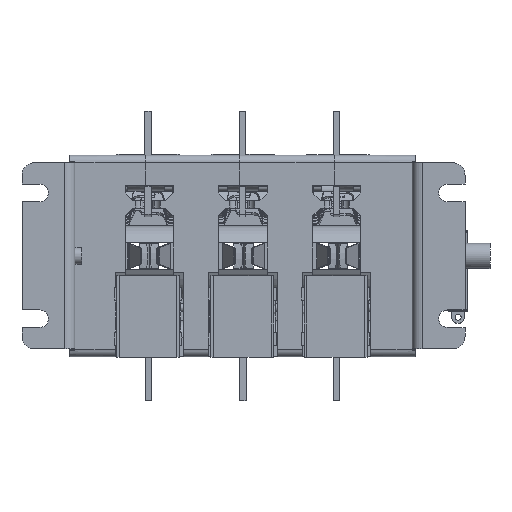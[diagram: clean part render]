
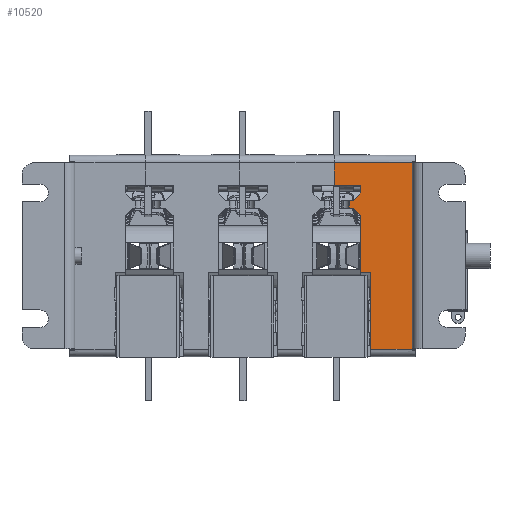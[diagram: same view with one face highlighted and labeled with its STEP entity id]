
A CAD part, top view. The second image highlights one B-rep face of the part: STEP entity #10520.
In plain terms, the highlighted planar face has unit normal (0, 0, 1).
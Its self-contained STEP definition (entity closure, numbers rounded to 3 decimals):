
#9019 = VERTEX_POINT ( 'NONE', #108951 ) ;
#9021 = VERTEX_POINT ( 'NONE', #108950 ) ;
#9192 = EDGE_CURVE ( 'NONE', #9019, #9021, #60845, .T. ) ;
#9393 = VERTEX_POINT ( 'NONE', #61173 ) ;
#9397 = EDGE_CURVE ( 'NONE', #9430, #9393, #61172, .T. ) ;
#9430 = VERTEX_POINT ( 'NONE', #61189 ) ;
#9434 = EDGE_CURVE ( 'NONE', #9430, #9019, #61188, .T. ) ;
#10278 = EDGE_CURVE ( 'NONE', #10282, #9021, #64255, .T. ) ;
#10282 = VERTEX_POINT ( 'NONE', #64249 ) ;
#10520 = ADVANCED_FACE ( 'NONE', ( #67311 ), #67310, .F. ) ;
#10523 = EDGE_LOOP ( 'NONE', ( #10527, #10810, #10689, #10583, #10587, #10593, #10597, #10598, #10659, #10663, #10667, #10879, #10754, #10759 ) ) ;
#10527 = ORIENTED_EDGE ( 'NONE', *, *, #10805, .F. ) ;
#10583 = ORIENTED_EDGE ( 'NONE', *, *, #10722, .T. ) ;
#10587 = ORIENTED_EDGE ( 'NONE', *, *, #10720, .F. ) ;
#10593 = ORIENTED_EDGE ( 'NONE', *, *, #10595, .T. ) ;
#10595 = EDGE_CURVE ( 'NONE', #10803, #10282, #67351, .T. ) ;
#10597 = ORIENTED_EDGE ( 'NONE', *, *, #10278, .T. ) ;
#10598 = ORIENTED_EDGE ( 'NONE', *, *, #9192, .F. ) ;
#10659 = ORIENTED_EDGE ( 'NONE', *, *, #9434, .F. ) ;
#10663 = ORIENTED_EDGE ( 'NONE', *, *, #9397, .T. ) ;
#10667 = ORIENTED_EDGE ( 'NONE', *, *, #10669, .F. ) ;
#10669 = EDGE_CURVE ( 'NONE', #10671, #9393, #68403, .T. ) ;
#10671 = VERTEX_POINT ( 'NONE', #68397 ) ;
#10679 = EDGE_CURVE ( 'NONE', #10807, #10682, #68384, .T. ) ;
#10682 = VERTEX_POINT ( 'NONE', #68380 ) ;
#10689 = ORIENTED_EDGE ( 'NONE', *, *, #10749, .T. ) ;
#10720 = EDGE_CURVE ( 'NONE', #10803, #10743, #68532, .T. ) ;
#10722 = EDGE_CURVE ( 'NONE', #10724, #10743, #68526, .T. ) ;
#10724 = VERTEX_POINT ( 'NONE', #68518 ) ;
#10743 = VERTEX_POINT ( 'NONE', #68491 ) ;
#10749 = EDGE_CURVE ( 'NONE', #10682, #10724, #68477, .T. ) ;
#10754 = ORIENTED_EDGE ( 'NONE', *, *, #10755, .F. ) ;
#10755 = EDGE_CURVE ( 'NONE', #10757, #10883, #68593, .T. ) ;
#10757 = VERTEX_POINT ( 'NONE', #68589 ) ;
#10759 = ORIENTED_EDGE ( 'NONE', *, *, #10760, .T. ) ;
#10760 = EDGE_CURVE ( 'NONE', #10757, #10808, #68584, .T. ) ;
#10803 = VERTEX_POINT ( 'NONE', #68763 ) ;
#10805 = EDGE_CURVE ( 'NONE', #10807, #10808, #68878, .T. ) ;
#10807 = VERTEX_POINT ( 'NONE', #68874 ) ;
#10808 = VERTEX_POINT ( 'NONE', #68871 ) ;
#10810 = ORIENTED_EDGE ( 'NONE', *, *, #10679, .T. ) ;
#10879 = ORIENTED_EDGE ( 'NONE', *, *, #10881, .T. ) ;
#10881 = EDGE_CURVE ( 'NONE', #10671, #10883, #68990, .T. ) ;
#10883 = VERTEX_POINT ( 'NONE', #68983 ) ;
#60840 = DIRECTION ( 'NONE',  ( -1., 0., 0. ) ) ;
#60842 = VECTOR ( 'NONE', #60840, 1000. ) ;
#60844 = CARTESIAN_POINT ( 'NONE',  ( -3.509, -6.085, 17.5 ) ) ;
#60845 = LINE ( 'NONE', #60844, #60842 ) ;
#61169 = DIRECTION ( 'NONE',  ( -1., 0., 0. ) ) ;
#61170 = VECTOR ( 'NONE', #61169, 1000. ) ;
#61171 = CARTESIAN_POINT ( 'NONE',  ( -3.509, 67.915, 17.5 ) ) ;
#61172 = LINE ( 'NONE', #61171, #61170 ) ;
#61173 = CARTESIAN_POINT ( 'NONE',  ( -36.009, 67.915, 17.5 ) ) ;
#61185 = DIRECTION ( 'NONE',  ( 0., -1., 0. ) ) ;
#61186 = VECTOR ( 'NONE', #61185, 1000. ) ;
#61187 = CARTESIAN_POINT ( 'NONE',  ( -5.009, 67.915, 17.5 ) ) ;
#61188 = LINE ( 'NONE', #61187, #61186 ) ;
#61189 = CARTESIAN_POINT ( 'NONE',  ( -5.009, 67.915, 17.5 ) ) ;
#64249 = CARTESIAN_POINT ( 'NONE',  ( -21.509, 24.415, 17.5 ) ) ;
#64250 = DIRECTION ( 'NONE',  ( 0., -1., 0. ) ) ;
#64251 = VECTOR ( 'NONE', #64250, 1000. ) ;
#64253 = CARTESIAN_POINT ( 'NONE',  ( -21.509, 67.915, 17.5 ) ) ;
#64255 = LINE ( 'NONE', #64253, #64251 ) ;
#67302 = DIRECTION ( 'NONE',  ( 1., 0., 0. ) ) ;
#67303 = DIRECTION ( 'NONE',  ( 0., 0., -1. ) ) ;
#67304 = CARTESIAN_POINT ( 'NONE',  ( -3.509, 67.915, 17.5 ) ) ;
#67305 = AXIS2_PLACEMENT_3D ( 'NONE', #67304, #67303, #67302 ) ;
#67310 = PLANE ( 'NONE',  #67305 ) ;
#67311 = FACE_OUTER_BOUND ( 'NONE', #10523, .T. ) ;
#67348 = VECTOR ( 'NONE', #67476, 1000. ) ;
#67350 = CARTESIAN_POINT ( 'NONE',  ( -28.509, 24.415, 17.5 ) ) ;
#67351 = LINE ( 'NONE', #67350, #67348 ) ;
#67476 = DIRECTION ( 'NONE',  ( 1., 0., 0. ) ) ;
#68380 = CARTESIAN_POINT ( 'NONE',  ( -30.009, 49.915, 17.5 ) ) ;
#68381 = DIRECTION ( 'NONE',  ( 0., -1., 0. ) ) ;
#68382 = VECTOR ( 'NONE', #68381, 1000. ) ;
#68383 = CARTESIAN_POINT ( 'NONE',  ( -30.009, 57.158, 17.5 ) ) ;
#68384 = LINE ( 'NONE', #68383, #68382 ) ;
#68397 = CARTESIAN_POINT ( 'NONE',  ( -36.009, 58.915, 17.5 ) ) ;
#68400 = DIRECTION ( 'NONE',  ( 0., 1., 0. ) ) ;
#68401 = VECTOR ( 'NONE', #68400, 1000. ) ;
#68402 = CARTESIAN_POINT ( 'NONE',  ( -36.009, 58.915, 17.5 ) ) ;
#68403 = LINE ( 'NONE', #68402, #68401 ) ;
#68476 = CARTESIAN_POINT ( 'NONE',  ( -48.379, 49.915, 17.5 ) ) ;
#68477 = LINE ( 'NONE', #68476, #68596 ) ;
#68491 = CARTESIAN_POINT ( 'NONE',  ( -25.509, 46.915, 17.5 ) ) ;
#68518 = CARTESIAN_POINT ( 'NONE',  ( -28.509, 49.915, 17.5 ) ) ;
#68519 = DIRECTION ( 'NONE',  ( 0.707, -0.707, 0. ) ) ;
#68520 = VECTOR ( 'NONE', #68519, 1000. ) ;
#68522 = CARTESIAN_POINT ( 'NONE',  ( -25.009, 46.415, 17.5 ) ) ;
#68526 = LINE ( 'NONE', #68522, #68520 ) ;
#68528 = DIRECTION ( 'NONE',  ( 0., 1., 0. ) ) ;
#68529 = VECTOR ( 'NONE', #68528, 1000. ) ;
#68530 = CARTESIAN_POINT ( 'NONE',  ( -25.509, 24.415, 17.5 ) ) ;
#68532 = LINE ( 'NONE', #68530, #68529 ) ;
#68580 = DIRECTION ( 'NONE',  ( -0.707, -0.707, 0. ) ) ;
#68582 = VECTOR ( 'NONE', #68580, 1000. ) ;
#68583 = CARTESIAN_POINT ( 'NONE',  ( -8.509, 72.915, 17.5 ) ) ;
#68584 = LINE ( 'NONE', #68583, #68582 ) ;
#68589 = CARTESIAN_POINT ( 'NONE',  ( -25.509, 55.915, 17.5 ) ) ;
#68590 = DIRECTION ( 'NONE',  ( 0., 1., 0. ) ) ;
#68591 = VECTOR ( 'NONE', #68590, 1000. ) ;
#68592 = CARTESIAN_POINT ( 'NONE',  ( -25.509, 52.915, 17.5 ) ) ;
#68593 = LINE ( 'NONE', #68592, #68591 ) ;
#68595 = DIRECTION ( 'NONE',  ( 1., 0., 0. ) ) ;
#68596 = VECTOR ( 'NONE', #68595, 1000. ) ;
#68763 = CARTESIAN_POINT ( 'NONE',  ( -25.509, 24.415, 17.5 ) ) ;
#68871 = CARTESIAN_POINT ( 'NONE',  ( -28.509, 52.915, 17.5 ) ) ;
#68874 = CARTESIAN_POINT ( 'NONE',  ( -30.009, 52.915, 17.5 ) ) ;
#68875 = DIRECTION ( 'NONE',  ( 1., 0., 0. ) ) ;
#68876 = VECTOR ( 'NONE', #68875, 1000. ) ;
#68877 = CARTESIAN_POINT ( 'NONE',  ( -48.379, 52.915, 17.5 ) ) ;
#68878 = LINE ( 'NONE', #68877, #68876 ) ;
#68983 = CARTESIAN_POINT ( 'NONE',  ( -25.509, 58.915, 17.5 ) ) ;
#68986 = DIRECTION ( 'NONE',  ( 1., 0., 0. ) ) ;
#68988 = VECTOR ( 'NONE', #68986, 1000. ) ;
#68989 = CARTESIAN_POINT ( 'NONE',  ( -33.709, 58.915, 17.5 ) ) ;
#68990 = LINE ( 'NONE', #68989, #68988 ) ;
#108950 = CARTESIAN_POINT ( 'NONE',  ( -21.509, -6.085, 17.5 ) ) ;
#108951 = CARTESIAN_POINT ( 'NONE',  ( -5.009, -6.085, 17.5 ) ) ;
